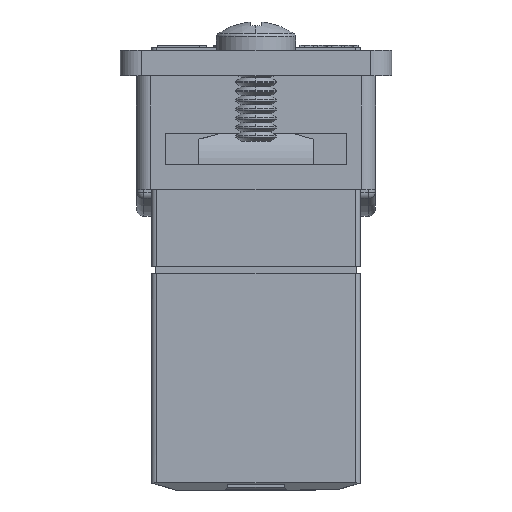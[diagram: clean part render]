
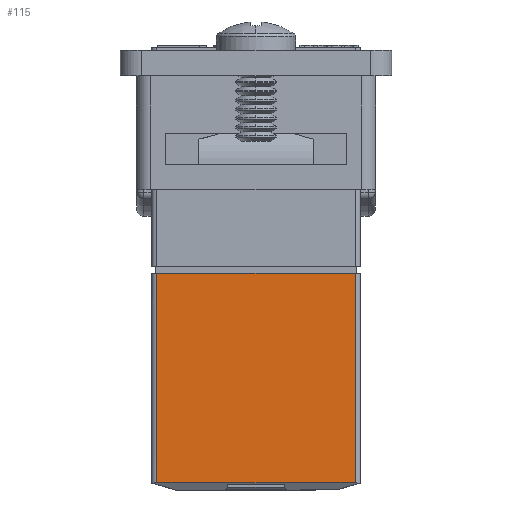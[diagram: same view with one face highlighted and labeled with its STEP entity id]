
A CAD part, front view. The second image highlights one B-rep face of the part: STEP entity #115.
In plain terms, the highlighted face is planar.
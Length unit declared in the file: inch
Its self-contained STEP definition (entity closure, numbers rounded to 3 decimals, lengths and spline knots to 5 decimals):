
#115 = ADVANCED_FACE ( 'NONE', ( #2217 ), #4572, .F. ) ;
#1698 = CARTESIAN_POINT ( 'NONE',  ( -0.28937, 0.61024, -0.31949 ) ) ;
#1703 = DIRECTION ( 'NONE',  ( 0., 0., 1. ) ) ;
#1704 = DIRECTION ( 'NONE',  ( 1., 0., 0. ) ) ;
#2217 = FACE_OUTER_BOUND ( 'NONE', #9859, .T. ) ;
#2632 = DIRECTION ( 'NONE',  ( 0., 1., 0. ) ) ;
#2683 = CARTESIAN_POINT ( 'NONE',  ( -0.27362, 0.61024, -0.31949 ) ) ;
#2717 = DIRECTION ( 'NONE',  ( -1., 0., 0. ) ) ;
#2744 = DIRECTION ( 'NONE',  ( 0., -1., 0. ) ) ;
#2764 = CARTESIAN_POINT ( 'NONE',  ( 0.27362, 0.61024, -0.31949 ) ) ;
#2796 = DIRECTION ( 'NONE',  ( -1., 0., 0. ) ) ;
#2879 = CARTESIAN_POINT ( 'NONE',  ( 0.28937, -0.01181, -0.31949 ) ) ;
#3199 = CARTESIAN_POINT ( 'NONE',  ( -0.28937, -0.59055, -0.31949 ) ) ;
#4572 = PLANE ( 'NONE',  #10592 ) ;
#6163 = EDGE_CURVE ( 'NONE', #8313, #8323, #10880, .T. ) ;
#6164 = EDGE_CURVE ( 'NONE', #8313, #8324, #10882, .T. ) ;
#6165 = EDGE_CURVE ( 'NONE', #8324, #8331, #10874, .T. ) ;
#6166 = EDGE_CURVE ( 'NONE', #8331, #8323, #10886, .T. ) ;
#8313 = VERTEX_POINT ( 'NONE', #12098 ) ;
#8323 = VERTEX_POINT ( 'NONE', #11424 ) ;
#8324 = VERTEX_POINT ( 'NONE', #11988 ) ;
#8331 = VERTEX_POINT ( 'NONE', #11489 ) ;
#9859 = EDGE_LOOP ( 'NONE', ( #16643, #16645, #16647, #16641 ) ) ;
#10592 = AXIS2_PLACEMENT_3D ( 'NONE', #1698, #1703, #1704 ) ;
#10874 = LINE ( 'NONE', #3199, #10887 ) ;
#10880 = LINE ( 'NONE', #2879, #10883 ) ;
#10882 = LINE ( 'NONE', #2764, #10885 ) ;
#10883 = VECTOR ( 'NONE', #2796, 39.37008 ) ;
#10885 = VECTOR ( 'NONE', #2744, 39.37008 ) ;
#10886 = LINE ( 'NONE', #2683, #10889 ) ;
#10887 = VECTOR ( 'NONE', #2717, 39.37008 ) ;
#10889 = VECTOR ( 'NONE', #2632, 39.37008 ) ;
#11424 = CARTESIAN_POINT ( 'NONE',  ( -0.27362, -0.01181, -0.31949 ) ) ;
#11489 = CARTESIAN_POINT ( 'NONE',  ( -0.27362, -0.59055, -0.31949 ) ) ;
#11988 = CARTESIAN_POINT ( 'NONE',  ( 0.27362, -0.59055, -0.31949 ) ) ;
#12098 = CARTESIAN_POINT ( 'NONE',  ( 0.27362, -0.01181, -0.31949 ) ) ;
#16641 = ORIENTED_EDGE ( 'NONE', *, *, #6166, .T. ) ;
#16643 = ORIENTED_EDGE ( 'NONE', *, *, #6163, .F. ) ;
#16645 = ORIENTED_EDGE ( 'NONE', *, *, #6164, .T. ) ;
#16647 = ORIENTED_EDGE ( 'NONE', *, *, #6165, .T. ) ;
